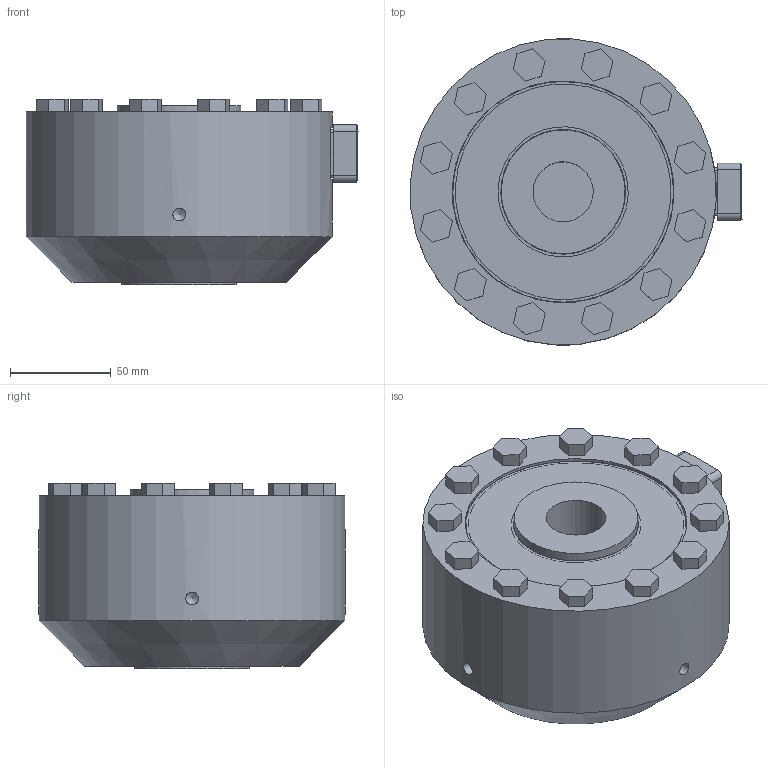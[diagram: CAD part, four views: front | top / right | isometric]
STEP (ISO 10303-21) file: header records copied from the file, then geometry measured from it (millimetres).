
FILE_DESCRIPTION((''),'2;1');
FILE_NAME('LCF505.stp','2010-11-01T07:49:53',('thomasl'),(''),'Autodesk Inventor 2008','Autodesk Inventor 2008','');
FILE_SCHEMA(('AUTOMOTIVE_DESIGN { 1 0 10303 214 1 1 1 1 }'));
Length unit declared in the file: inch
Products named in the file (2): LCF505; ~PART1
Assembly tree (1 placements, depth 2):
  LCF505
    ~PART1
Bounding box: 164.6 x 151.89 x 92.2 mm (x, y, z)
Volume: 1298485.7 mm3; surface area: 185494 mm2
Topology: 1 solids, 25 shells, 393 faces, 874 edges, 578 vertices
Faces by surface type: plane 223, cylinder 115, cone 45, bspline 10
Full cylindrical faces by diameter (mm): 1.524 x13, 2.261 x4, 2.845 x8, 3.175 x5, 3.302 x4, 4.648 x4, 6.35 x4, 8.565 x12, 9.525 x12, 10.312 x12, 13.97 x1, 14.554 x1, 14.986 x1, 15.875 x1, 17.45 x1, 17.475 x1, 29.713 x1, 29.766 x1, 57.15 x1, 61.392 x2, 61.9 x2, 64.516 x2, 106.934 x2, 109.474 x3, 109.982 x2, 114.808 x1, 146.812 x1, 151.892 x1
Entity records: 10504 total; most frequent: CARTESIAN_POINT 2529, DIRECTION 1662, ORIENTED_EDGE 1340, EDGE_CURVE 670, AXIS2_PLACEMENT_3D 657, EDGE_LOOP 630, VERTEX_POINT 524, FACE_OUTER_BOUND 393
